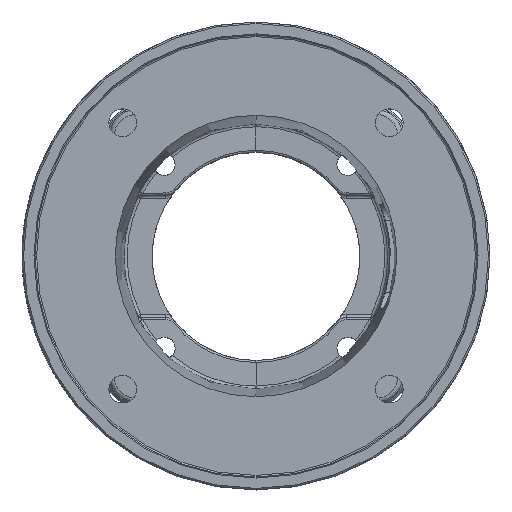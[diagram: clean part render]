
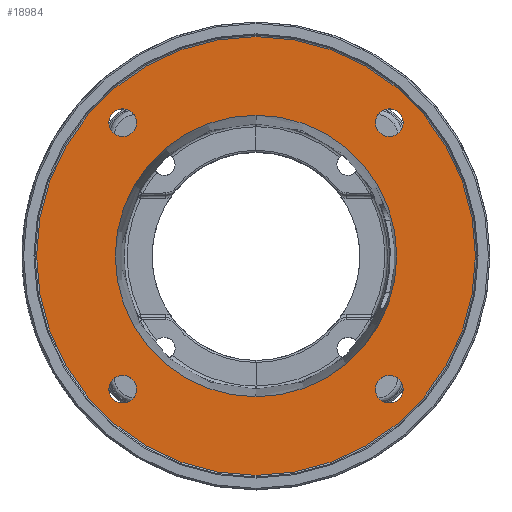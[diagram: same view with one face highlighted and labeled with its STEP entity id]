
A CAD part, top view. The second image highlights one B-rep face of the part: STEP entity #18984.
In plain terms, the highlighted planar face has unit normal (0, 0, 1).
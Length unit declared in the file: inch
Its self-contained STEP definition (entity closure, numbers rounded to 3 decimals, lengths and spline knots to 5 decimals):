
#657=CARTESIAN_POINT('',(0.,0.,-0.2075));
#658=DIRECTION('',(0.,0.,1.));
#659=DIRECTION('',(0.,1.,0.));
#660=AXIS2_PLACEMENT_3D('',#657,#658,#659);
#2258=CARTESIAN_POINT('',(0.,0.,-0.2075));
#2259=DIRECTION('',(0.,0.,1.));
#2260=DIRECTION('',(0.,-1.,0.));
#2261=AXIS2_PLACEMENT_3D('',#2258,#2259,#2260);
#3738=CARTESIAN_POINT('',(0.,0.,-0.2075));
#3739=DIRECTION('',(0.,0.,-1.));
#3740=DIRECTION('',(0.,1.,0.));
#3741=AXIS2_PLACEMENT_3D('',#3738,#3739,#3740);
#3743=CARTESIAN_POINT('',(0.,0.,-0.2075));
#3744=DIRECTION('',(0.,0.,1.));
#3745=DIRECTION('',(0.,1.,0.));
#3746=AXIS2_PLACEMENT_3D('',#3743,#3744,#3745);
#3794=CARTESIAN_POINT('',(-2.56326,2.56326,-0.2075));
#3795=DIRECTION('',(0.,0.,-1.));
#3796=DIRECTION('',(-0.707,0.707,0.));
#3797=AXIS2_PLACEMENT_3D('',#3794,#3795,#3796);
#3804=CARTESIAN_POINT('',(-2.56326,2.56326,-0.2075));
#3805=DIRECTION('',(0.,0.,-1.));
#3806=DIRECTION('',(0.707,-0.707,0.));
#3807=AXIS2_PLACEMENT_3D('',#3804,#3805,#3806);
#3830=CARTESIAN_POINT('',(-2.56326,-2.56326,-0.2075));
#3831=DIRECTION('',(0.,0.,-1.));
#3832=DIRECTION('',(-0.707,-0.707,0.));
#3833=AXIS2_PLACEMENT_3D('',#3830,#3831,#3832);
#3840=CARTESIAN_POINT('',(-2.56326,-2.56326,-0.2075));
#3841=DIRECTION('',(0.,0.,-1.));
#3842=DIRECTION('',(0.707,0.707,0.));
#3843=AXIS2_PLACEMENT_3D('',#3840,#3841,#3842);
#3866=CARTESIAN_POINT('',(2.56326,-2.56326,-0.2075));
#3867=DIRECTION('',(0.,0.,-1.));
#3868=DIRECTION('',(0.707,-0.707,0.));
#3869=AXIS2_PLACEMENT_3D('',#3866,#3867,#3868);
#3876=CARTESIAN_POINT('',(2.56326,-2.56326,-0.2075));
#3877=DIRECTION('',(0.,0.,-1.));
#3878=DIRECTION('',(-0.707,0.707,0.));
#3879=AXIS2_PLACEMENT_3D('',#3876,#3877,#3878);
#3902=CARTESIAN_POINT('',(2.56326,2.56326,-0.2075));
#3903=DIRECTION('',(0.,0.,-1.));
#3904=DIRECTION('',(0.707,0.707,0.));
#3905=AXIS2_PLACEMENT_3D('',#3902,#3903,#3904);
#3912=CARTESIAN_POINT('',(2.56326,2.56326,-0.2075));
#3913=DIRECTION('',(0.,0.,-1.));
#3914=DIRECTION('',(-0.707,-0.707,0.));
#3915=AXIS2_PLACEMENT_3D('',#3912,#3913,#3914);
#12111=CARTESIAN_POINT('',(0.,4.22,-0.2075));
#12113=VERTEX_POINT('',#12111);
#12117=CARTESIAN_POINT('',(0.,-4.22,-0.2075));
#12119=VERTEX_POINT('',#12117);
#12123=CARTESIAN_POINT('',(0.,2.70736,-0.2075));
#12124=CARTESIAN_POINT('',(0.,-2.70736,-0.2075));
#12125=VERTEX_POINT('',#12123);
#12126=VERTEX_POINT('',#12124);
#12131=CARTESIAN_POINT('',(-2.75065,2.75065,-0.2075));
#12132=CARTESIAN_POINT('',(-2.37588,2.37588,-0.2075));
#12133=VERTEX_POINT('',#12131);
#12134=VERTEX_POINT('',#12132);
#12135=CARTESIAN_POINT('',(-2.75065,-2.75065,-0.2075));
#12136=CARTESIAN_POINT('',(-2.37588,-2.37588,-0.2075));
#12137=VERTEX_POINT('',#12135);
#12138=VERTEX_POINT('',#12136);
#12139=CARTESIAN_POINT('',(2.75065,-2.75065,-0.2075));
#12140=CARTESIAN_POINT('',(2.37588,-2.37588,-0.2075));
#12141=VERTEX_POINT('',#12139);
#12142=VERTEX_POINT('',#12140);
#12143=CARTESIAN_POINT('',(2.75065,2.75065,-0.2075));
#12144=CARTESIAN_POINT('',(2.37588,2.37588,-0.2075));
#12145=VERTEX_POINT('',#12143);
#12146=VERTEX_POINT('',#12144);
#18945=CARTESIAN_POINT('',(0.,0.,-0.2075));
#18946=DIRECTION('',(0.,0.,1.));
#18947=DIRECTION('',(0.,1.,0.));
#18948=AXIS2_PLACEMENT_3D('',#18945,#18946,#18947);
#18949=PLANE('',#18948);
#18951=ORIENTED_EDGE('',*,*,#18950,.T.);
#18953=ORIENTED_EDGE('',*,*,#18952,.F.);
#18954=EDGE_LOOP('',(#18951,#18953));
#18955=FACE_OUTER_BOUND('',#18954,.F.);
#18956=ORIENTED_EDGE('',*,*,#13109,.T.);
#18957=ORIENTED_EDGE('',*,*,#15969,.T.);
#18958=EDGE_LOOP('',(#18956,#18957));
#18959=FACE_BOUND('',#18958,.F.);
#18961=ORIENTED_EDGE('',*,*,#18960,.F.);
#18963=ORIENTED_EDGE('',*,*,#18962,.F.);
#18964=EDGE_LOOP('',(#18961,#18963));
#18965=FACE_BOUND('',#18964,.F.);
#18967=ORIENTED_EDGE('',*,*,#18966,.F.);
#18969=ORIENTED_EDGE('',*,*,#18968,.F.);
#18970=EDGE_LOOP('',(#18967,#18969));
#18971=FACE_BOUND('',#18970,.F.);
#18973=ORIENTED_EDGE('',*,*,#18972,.F.);
#18975=ORIENTED_EDGE('',*,*,#18974,.F.);
#18976=EDGE_LOOP('',(#18973,#18975));
#18977=FACE_BOUND('',#18976,.F.);
#18979=ORIENTED_EDGE('',*,*,#18978,.F.);
#18981=ORIENTED_EDGE('',*,*,#18980,.F.);
#18982=EDGE_LOOP('',(#18979,#18981));
#18983=FACE_BOUND('',#18982,.F.);
#18984=ADVANCED_FACE('',(#18955,#18959,#18965,#18971,#18977,#18983),#18949,.T.);
#661=CIRCLE('',#660,2.70736);
#2262=CIRCLE('',#2261,2.70736);
#3742=CIRCLE('',#3741,4.22);
#3747=CIRCLE('',#3746,4.22);
#3798=CIRCLE('',#3797,0.265);
#3808=CIRCLE('',#3807,0.265);
#3834=CIRCLE('',#3833,0.265);
#3844=CIRCLE('',#3843,0.265);
#3870=CIRCLE('',#3869,0.265);
#3880=CIRCLE('',#3879,0.265);
#3906=CIRCLE('',#3905,0.265);
#3916=CIRCLE('',#3915,0.265);
#13109=EDGE_CURVE('',#12125,#12126,#661,.T.);
#15969=EDGE_CURVE('',#12126,#12125,#2262,.T.);
#18950=EDGE_CURVE('',#12113,#12119,#3742,.T.);
#18952=EDGE_CURVE('',#12113,#12119,#3747,.T.);
#18960=EDGE_CURVE('',#12133,#12134,#3798,.T.);
#18962=EDGE_CURVE('',#12134,#12133,#3808,.T.);
#18966=EDGE_CURVE('',#12137,#12138,#3834,.T.);
#18968=EDGE_CURVE('',#12138,#12137,#3844,.T.);
#18972=EDGE_CURVE('',#12141,#12142,#3870,.T.);
#18974=EDGE_CURVE('',#12142,#12141,#3880,.T.);
#18978=EDGE_CURVE('',#12145,#12146,#3906,.T.);
#18980=EDGE_CURVE('',#12146,#12145,#3916,.T.);
